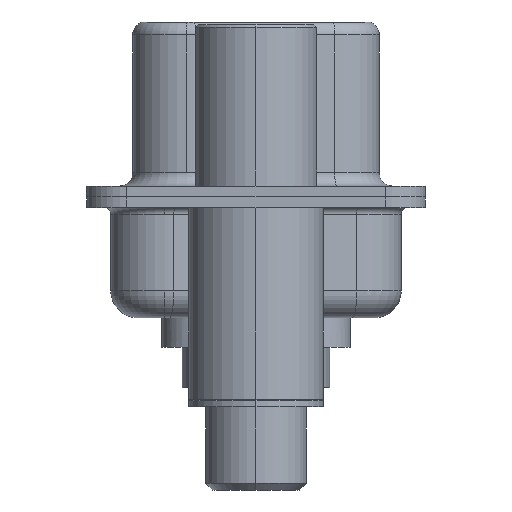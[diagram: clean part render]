
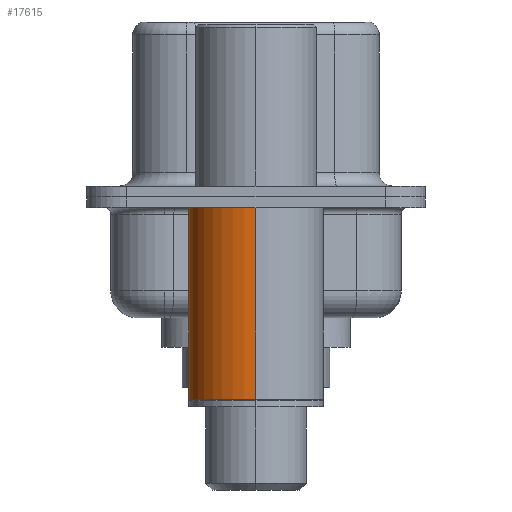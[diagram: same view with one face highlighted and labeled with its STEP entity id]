
A CAD part, left-side view. The second image highlights one B-rep face of the part: STEP entity #17615.
In plain terms, the highlighted cylindrical face has radius 2.5 mm (diameter 5 mm), a partial arc.
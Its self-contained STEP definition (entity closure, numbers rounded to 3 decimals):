
#121 = AXIS2_PLACEMENT_3D ( 'NONE', #1504, #13186, #3181 ) ;
#407 = VERTEX_POINT ( 'NONE', #10823 ) ;
#1123 = AXIS2_PLACEMENT_3D ( 'NONE', #3933, #13873, #13940 ) ;
#1504 = CARTESIAN_POINT ( 'NONE',  ( 0., 0., -7.525 ) ) ;
#3073 = CARTESIAN_POINT ( 'NONE',  ( 0., 0., -0.4 ) ) ;
#3181 = DIRECTION ( 'NONE',  ( 1., 0., 0. ) ) ;
#3527 = AXIS2_PLACEMENT_3D ( 'NONE', #3073, #14733, #4735 ) ;
#3933 = CARTESIAN_POINT ( 'NONE',  ( 0., 0., 0.581 ) ) ;
#4735 = DIRECTION ( 'NONE',  ( 1., 0., 0. ) ) ;
#4917 = VECTOR ( 'NONE', #19153, 1000. ) ;
#5850 = ORIENTED_EDGE ( 'NONE', *, *, #6663, .T. ) ;
#5950 = CARTESIAN_POINT ( 'NONE',  ( 2.5, 0., 0.581 ) ) ;
#6512 = VECTOR ( 'NONE', #12025, 1000. ) ;
#6663 = EDGE_CURVE ( 'NONE', #9789, #13936, #6901, .T. ) ;
#6901 = CIRCLE ( 'NONE', #121, 2.5 ) ;
#7320 = FACE_OUTER_BOUND ( 'NONE', #12836, .T. ) ;
#9582 = VERTEX_POINT ( 'NONE', #14305 ) ;
#9789 = VERTEX_POINT ( 'NONE', #15220 ) ;
#9841 = EDGE_CURVE ( 'NONE', #13936, #407, #19593, .T. ) ;
#10180 = EDGE_CURVE ( 'NONE', #9582, #407, #19340, .T. ) ;
#10380 = CARTESIAN_POINT ( 'NONE',  ( -2.5, 0., 0.581 ) ) ;
#10823 = CARTESIAN_POINT ( 'NONE',  ( -2.5, 0., -0.4 ) ) ;
#12025 = DIRECTION ( 'NONE',  ( 0., 0., 1. ) ) ;
#12073 = CARTESIAN_POINT ( 'NONE',  ( -2.5, 0., -7.525 ) ) ;
#12836 = EDGE_LOOP ( 'NONE', ( #5850, #18962, #17760, #13902 ) ) ;
#13186 = DIRECTION ( 'NONE',  ( 0., 0., 1. ) ) ;
#13873 = DIRECTION ( 'NONE',  ( 0., 0., 1. ) ) ;
#13902 = ORIENTED_EDGE ( 'NONE', *, *, #18766, .F. ) ;
#13936 = VERTEX_POINT ( 'NONE', #12073 ) ;
#13940 = DIRECTION ( 'NONE',  ( 1., 0., 0. ) ) ;
#14305 = CARTESIAN_POINT ( 'NONE',  ( 2.5, 0., -0.4 ) ) ;
#14733 = DIRECTION ( 'NONE',  ( 0., 0., 1. ) ) ;
#15220 = CARTESIAN_POINT ( 'NONE',  ( 2.5, 0., -7.525 ) ) ;
#17615 = ADVANCED_FACE ( 'NONE', ( #7320 ), #19902, .T. ) ;
#17760 = ORIENTED_EDGE ( 'NONE', *, *, #10180, .F. ) ;
#18049 = LINE ( 'NONE', #5950, #4917 ) ;
#18766 = EDGE_CURVE ( 'NONE', #9789, #9582, #18049, .T. ) ;
#18962 = ORIENTED_EDGE ( 'NONE', *, *, #9841, .T. ) ;
#19153 = DIRECTION ( 'NONE',  ( 0., 0., 1. ) ) ;
#19340 = CIRCLE ( 'NONE', #3527, 2.5 ) ;
#19593 = LINE ( 'NONE', #10380, #6512 ) ;
#19902 = CYLINDRICAL_SURFACE ( 'NONE', #1123, 2.5 ) ;
